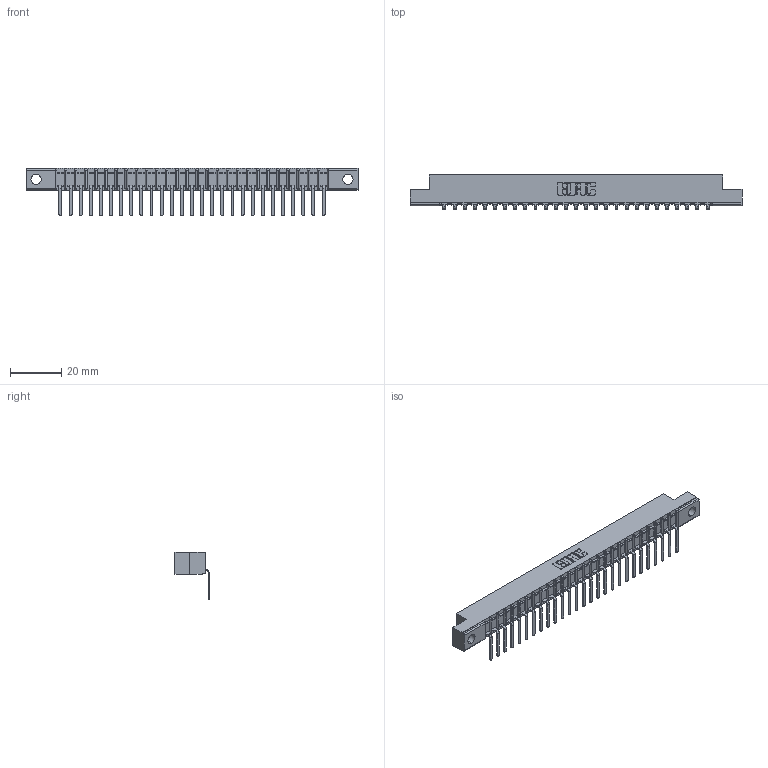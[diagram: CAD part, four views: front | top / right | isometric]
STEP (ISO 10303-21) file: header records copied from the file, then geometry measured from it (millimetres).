
FILE_DESCRIPTION (( 'STEP AP203' ), '1' );
FILE_NAME ('307-027-557-102.STEP', '2018-08-04T15:38:47', ( '' ), ( '' ), 'SwSTEP 2.0', 'SolidWorks 2016', '' );
FILE_SCHEMA (( 'CONFIG_CONTROL_DESIGN' ));
Length unit declared in the file: inch
Products named in the file (3): 307 Part_.128 Dia Mounting Holes; 307-290-002_557; 307-027-557-102
Assembly tree (28 placements, depth 2):
  307-027-557-102
    307 Part_.128 Dia Mounting Holes
    307-290-002_557  x27
Bounding box: 130 x 13.32 x 18.67 mm (x, y, z)
Volume: 8569.8 mm3; surface area: 16158.4 mm2
Topology: 28 solids, 28 shells, 2252 faces, 6911 edges, 4530 vertices
Faces by surface type: plane 1339, cylinder 857, sphere 56
Entity records: 25852 total; most frequent: CARTESIAN_POINT 4360, ORIENTED_EDGE 4350, DIRECTION 4243, EDGE_CURVE 2175, VECTOR 1657, LINE 1657, VERTEX_POINT 1410, AXIS2_PLACEMENT_3D 1293
